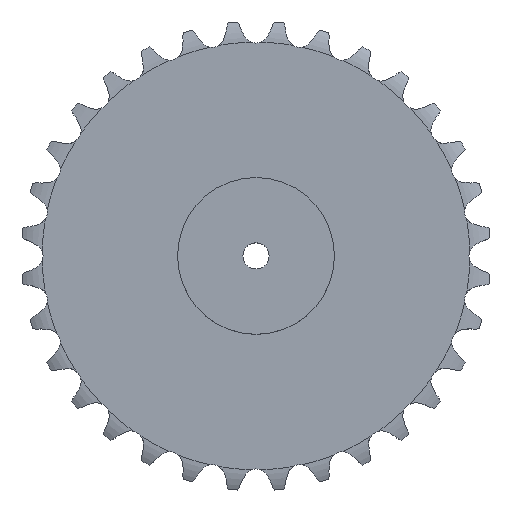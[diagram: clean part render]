
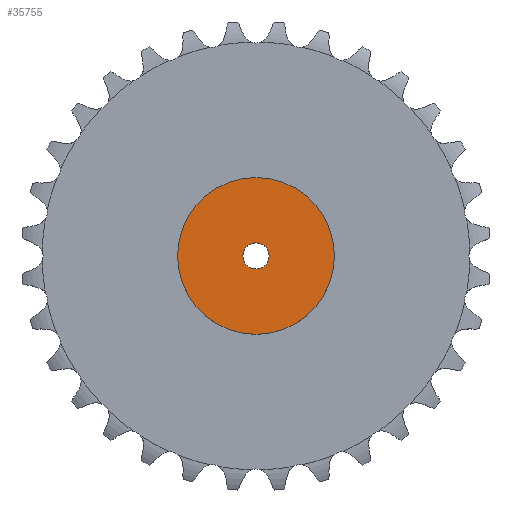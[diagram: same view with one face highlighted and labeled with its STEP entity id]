
A CAD part, top view. The second image highlights one B-rep face of the part: STEP entity #35755.
In plain terms, the highlighted planar face has unit normal (0, 0, 1).
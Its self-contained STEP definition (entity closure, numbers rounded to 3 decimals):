
#4113 = CYLINDRICAL_SURFACE('',#4114,90.);
#4114 = AXIS2_PLACEMENT_3D('',#4115,#4116,#4117);
#4115 = CARTESIAN_POINT('',(0.,0.,0.));
#4116 = DIRECTION('',(-0.,-0.,-1.));
#4117 = DIRECTION('',(1.,0.,0.));
#22970 = VERTEX_POINT('',#22971);
#22971 = CARTESIAN_POINT('',(90.,0.,90.));
#22992 = EDGE_CURVE('',#22970,#22970,#22993,.T.);
#22993 = SURFACE_CURVE('',#22994,(#22999,#23006),.PCURVE_S1.);
#22994 = CIRCLE('',#22995,90.);
#22995 = AXIS2_PLACEMENT_3D('',#22996,#22997,#22998);
#22996 = CARTESIAN_POINT('',(0.,0.,90.));
#22997 = DIRECTION('',(0.,0.,1.));
#22998 = DIRECTION('',(1.,0.,0.));
#22999 = PCURVE('',#4113,#23000);
#23000 = DEFINITIONAL_REPRESENTATION('',(#23001),#23005);
#23001 = LINE('',#23002,#23003);
#23002 = CARTESIAN_POINT('',(-0.,-90.));
#23003 = VECTOR('',#23004,1.);
#23004 = DIRECTION('',(-1.,0.));
#23005 = ( GEOMETRIC_REPRESENTATION_CONTEXT(2) 
PARAMETRIC_REPRESENTATION_CONTEXT() REPRESENTATION_CONTEXT('2D SPACE',''
  ) );
#23006 = PCURVE('',#23007,#23012);
#23007 = PLANE('',#23008);
#23008 = AXIS2_PLACEMENT_3D('',#23009,#23010,#23011);
#23009 = CARTESIAN_POINT('',(0.,0.,90.)
  );
#23010 = DIRECTION('',(0.,0.,1.));
#23011 = DIRECTION('',(1.,0.,0.));
#23012 = DEFINITIONAL_REPRESENTATION('',(#23013),#23017);
#23013 = CIRCLE('',#23014,90.);
#23014 = AXIS2_PLACEMENT_2D('',#23015,#23016);
#23015 = CARTESIAN_POINT('',(0.,0.));
#23016 = DIRECTION('',(1.,0.));
#23017 = ( GEOMETRIC_REPRESENTATION_CONTEXT(2) 
PARAMETRIC_REPRESENTATION_CONTEXT() REPRESENTATION_CONTEXT('2D SPACE',''
  ) );
#30505 = CYLINDRICAL_SURFACE('',#30506,15.);
#30506 = AXIS2_PLACEMENT_3D('',#30507,#30508,#30509);
#30507 = CARTESIAN_POINT('',(0.,0.,811.814));
#30508 = DIRECTION('',(0.,0.,1.));
#30509 = DIRECTION('',(1.,0.,0.));
#35755 = ADVANCED_FACE('',(#35756,#35759),#23007,.T.);
#35756 = FACE_BOUND('',#35757,.T.);
#35757 = EDGE_LOOP('',(#35758));
#35758 = ORIENTED_EDGE('',*,*,#22992,.T.);
#35759 = FACE_BOUND('',#35760,.T.);
#35760 = EDGE_LOOP('',(#35761));
#35761 = ORIENTED_EDGE('',*,*,#35762,.F.);
#35762 = EDGE_CURVE('',#35763,#35763,#35765,.T.);
#35763 = VERTEX_POINT('',#35764);
#35764 = CARTESIAN_POINT('',(15.,0.,90.));
#35765 = SURFACE_CURVE('',#35766,(#35771,#35778),.PCURVE_S1.);
#35766 = CIRCLE('',#35767,15.);
#35767 = AXIS2_PLACEMENT_3D('',#35768,#35769,#35770);
#35768 = CARTESIAN_POINT('',(0.,0.,90.));
#35769 = DIRECTION('',(0.,0.,1.));
#35770 = DIRECTION('',(1.,0.,0.));
#35771 = PCURVE('',#23007,#35772);
#35772 = DEFINITIONAL_REPRESENTATION('',(#35773),#35777);
#35773 = CIRCLE('',#35774,15.);
#35774 = AXIS2_PLACEMENT_2D('',#35775,#35776);
#35775 = CARTESIAN_POINT('',(0.,0.));
#35776 = DIRECTION('',(1.,0.));
#35777 = ( GEOMETRIC_REPRESENTATION_CONTEXT(2) 
PARAMETRIC_REPRESENTATION_CONTEXT() REPRESENTATION_CONTEXT('2D SPACE',''
  ) );
#35778 = PCURVE('',#30505,#35779);
#35779 = DEFINITIONAL_REPRESENTATION('',(#35780),#35784);
#35780 = LINE('',#35781,#35782);
#35781 = CARTESIAN_POINT('',(0.,-721.814));
#35782 = VECTOR('',#35783,1.);
#35783 = DIRECTION('',(1.,0.));
#35784 = ( GEOMETRIC_REPRESENTATION_CONTEXT(2) 
PARAMETRIC_REPRESENTATION_CONTEXT() REPRESENTATION_CONTEXT('2D SPACE',''
  ) );
